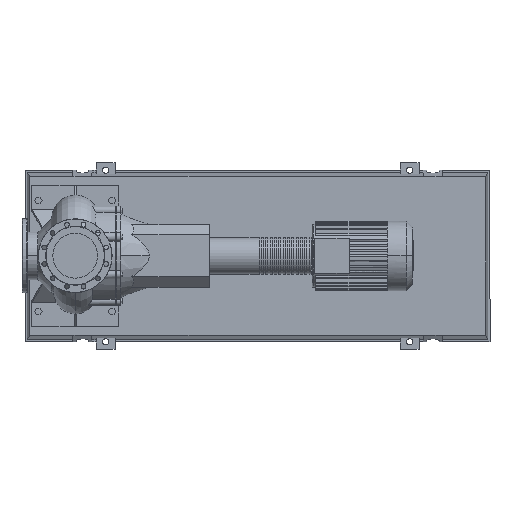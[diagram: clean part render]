
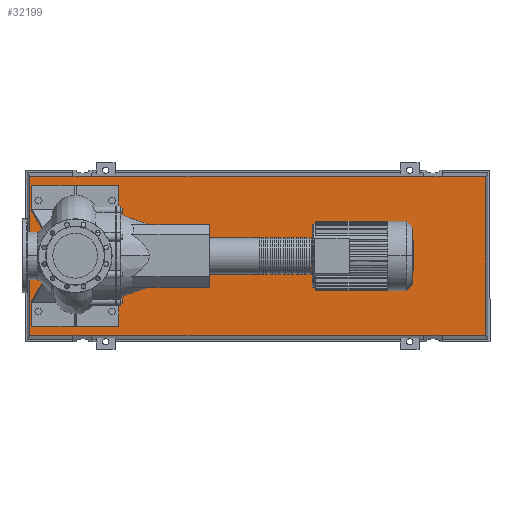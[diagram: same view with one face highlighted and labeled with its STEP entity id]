
A CAD part, top view. The second image highlights one B-rep face of the part: STEP entity #32199.
In plain terms, the highlighted free-form (B-spline) face has degree [1, 1] with [2, 2] control points.
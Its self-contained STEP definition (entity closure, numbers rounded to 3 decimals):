
#29600=CARTESIAN_POINT('',(1603.5,366.0,123.0));
#29601=VERTEX_POINT('',#29600);
#29608=CARTESIAN_POINT('',(1690.5,366.0,123.0));
#29609=VERTEX_POINT('',#29608);
#29610=CARTESIAN_POINT('',(1603.5,366.0,123.0));
#29611=DIRECTION('',(1.0,0.0,0.0));
#29612=VECTOR('',#29611,87.0);
#29613=LINE('',#29610,#29612);
#29614=EDGE_CURVE('',#29601,#29609,#29613,.T.);
#30066=CARTESIAN_POINT('',(76.5,366.0,123.0));
#30067=VERTEX_POINT('',#30066);
#30074=CARTESIAN_POINT('',(76.5,366.0,123.0));
#30075=DIRECTION('',(1.0,0.0,0.0));
#30076=VECTOR('',#30075,1527.0);
#30077=LINE('',#30074,#30076);
#30078=EDGE_CURVE('',#30067,#29601,#30077,.T.);
#30426=CARTESIAN_POINT('',(-10.5,366.0,123.0));
#30427=VERTEX_POINT('',#30426);
#30434=CARTESIAN_POINT('',(-10.5,366.0,123.0));
#30435=DIRECTION('',(1.0,0.0,0.0));
#30436=VECTOR('',#30435,87.);
#30437=LINE('',#30434,#30436);
#30438=EDGE_CURVE('',#30427,#30067,#30437,.T.);
#30497=CARTESIAN_POINT('',(1890.0,366.0,123.0));
#30498=VERTEX_POINT('',#30497);
#30499=CARTESIAN_POINT('',(1690.5,366.0,123.0));
#30500=DIRECTION('',(1.0,0.0,0.0));
#30501=VECTOR('',#30500,199.5);
#30502=LINE('',#30499,#30501);
#30503=EDGE_CURVE('',#29609,#30498,#30502,.T.);
#30529=CARTESIAN_POINT('',(-210.,366.0,123.0));
#30530=VERTEX_POINT('',#30529);
#30537=CARTESIAN_POINT('',(-210.,366.0,123.0));
#30538=DIRECTION('',(1.0,0.0,0.0));
#30539=VECTOR('',#30538,199.5);
#30540=LINE('',#30537,#30539);
#30541=EDGE_CURVE('',#30530,#30427,#30540,.T.);
#30774=CARTESIAN_POINT('',(1690.5,-366.0,123.0));
#30775=VERTEX_POINT('',#30774);
#30782=CARTESIAN_POINT('',(1603.5,-366.0,123.0));
#30783=VERTEX_POINT('',#30782);
#30784=CARTESIAN_POINT('',(1603.5,-366.0,123.0));
#30785=DIRECTION('',(1.0,0.0,0.0));
#30786=VECTOR('',#30785,87.0);
#30787=LINE('',#30784,#30786);
#30788=EDGE_CURVE('',#30783,#30775,#30787,.T.);
#31008=CARTESIAN_POINT('',(1890.0,-366.0,123.0));
#31009=VERTEX_POINT('',#31008);
#31016=CARTESIAN_POINT('',(1690.5,-366.0,123.0));
#31017=DIRECTION('',(1.0,0.0,0.0));
#31018=VECTOR('',#31017,199.5);
#31019=LINE('',#31016,#31018);
#31020=EDGE_CURVE('',#30775,#31009,#31019,.T.);
#31137=CARTESIAN_POINT('',(76.5,-366.0,123.0));
#31138=VERTEX_POINT('',#31137);
#31145=CARTESIAN_POINT('',(-10.5,-366.0,123.0));
#31146=VERTEX_POINT('',#31145);
#31147=CARTESIAN_POINT('',(-10.5,-366.0,123.0));
#31148=DIRECTION('',(1.0,0.0,0.0));
#31149=VECTOR('',#31148,87.);
#31150=LINE('',#31147,#31149);
#31151=EDGE_CURVE('',#31146,#31138,#31150,.T.);
#31262=CARTESIAN_POINT('',(-210.,-366.0,123.0));
#31263=VERTEX_POINT('',#31262);
#31264=CARTESIAN_POINT('',(-210.,-366.0,123.0));
#31265=DIRECTION('',(1.0,0.0,0.0));
#31266=VECTOR('',#31265,199.5);
#31267=LINE('',#31264,#31266);
#31268=EDGE_CURVE('',#31263,#31146,#31267,.T.);
#31286=CARTESIAN_POINT('',(76.5,-366.0,123.0));
#31287=DIRECTION('',(1.0,0.0,0.0));
#31288=VECTOR('',#31287,1527.0);
#31289=LINE('',#31286,#31288);
#31290=EDGE_CURVE('',#31138,#30783,#31289,.T.);
#32170=CARTESIAN_POINT('',(-210.0,-366.0,123.));
#32171=CARTESIAN_POINT('',(1890.0,-366.0,123.));
#32172=CARTESIAN_POINT('',(-210.0,366.0,123.));
#32173=CARTESIAN_POINT('',(1890.0,366.0,123.));
#32174=B_SPLINE_SURFACE_WITH_KNOTS('',1,1,((#32170,#32172),(#32171,#32173)),.UNSPECIFIED.,.F.,.F.,.U.,(2,2),(2,2),(0.0,2100.0),(0.0,732.0),.UNSPECIFIED.);
#32175=CARTESIAN_POINT('',(1890.0,366.0,123.0));
#32176=DIRECTION('',(0.0,-1.0,0.0));
#32177=VECTOR('',#32176,732.0);
#32178=LINE('',#32175,#32177);
#32179=EDGE_CURVE('',#30498,#31009,#32178,.T.);
#32180=ORIENTED_EDGE('',*,*,#32179,.F.);
#32181=ORIENTED_EDGE('',*,*,#30503,.F.);
#32182=ORIENTED_EDGE('',*,*,#29614,.F.);
#32183=ORIENTED_EDGE('',*,*,#30078,.F.);
#32184=ORIENTED_EDGE('',*,*,#30438,.F.);
#32185=ORIENTED_EDGE('',*,*,#30541,.F.);
#32186=CARTESIAN_POINT('',(-210.,366.0,123.0));
#32187=DIRECTION('',(0.0,-1.0,0.0));
#32188=VECTOR('',#32187,732.0);
#32189=LINE('',#32186,#32188);
#32190=EDGE_CURVE('',#30530,#31263,#32189,.T.);
#32191=ORIENTED_EDGE('',*,*,#32190,.T.);
#32192=ORIENTED_EDGE('',*,*,#31268,.T.);
#32193=ORIENTED_EDGE('',*,*,#31151,.T.);
#32194=ORIENTED_EDGE('',*,*,#31290,.T.);
#32195=ORIENTED_EDGE('',*,*,#30788,.T.);
#32196=ORIENTED_EDGE('',*,*,#31020,.T.);
#32197=EDGE_LOOP('',(#32180,#32181,#32182,#32183,#32184,#32185,#32191,#32192,#32193,#32194,#32195,#32196));
#32198=FACE_OUTER_BOUND('',#32197,.T.);
#32199=ADVANCED_FACE('',(#32198),#32174,.T.);
